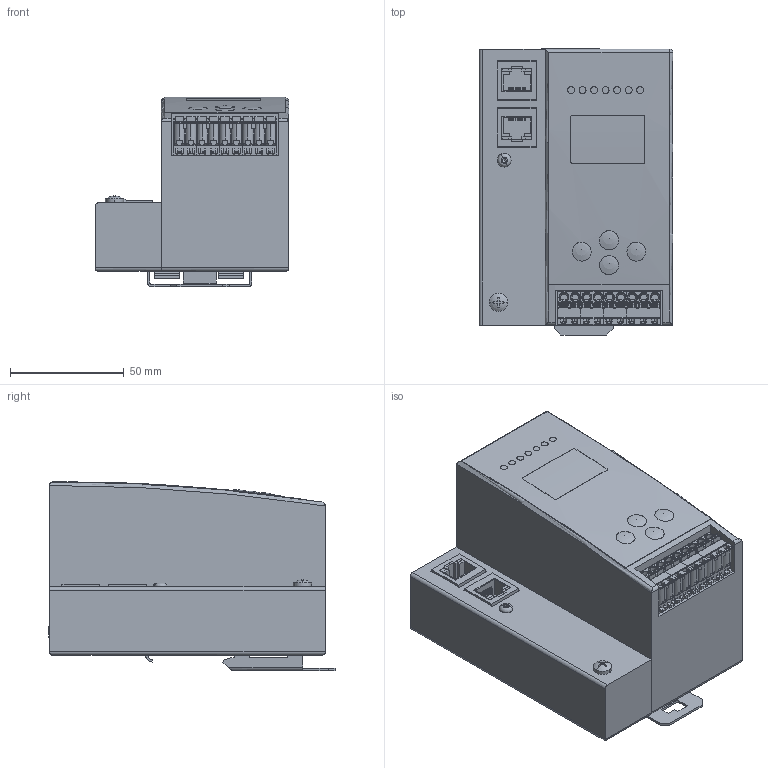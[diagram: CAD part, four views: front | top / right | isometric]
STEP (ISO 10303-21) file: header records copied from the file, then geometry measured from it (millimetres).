
FILE_DESCRIPTION(/* description */ ('Alibre Inc.'),/* implementation_level */ '2;1');
FILE_NAME(/* name */ 'export0',/* time_stamp */ '2014-03-13T09:52:12+01:00',/* author */ (''),/* organization */ (''),/* preprocessor_version */ 'ST-DEVELOPER v14',/* originating_system */ 'Alibre',/* authorisation */ '');
FILE_SCHEMA (('AUTOMOTIVE_DESIGN'));
Length unit declared in the file: centimetre
Products named in the file (20): ID_1
Bounding box: 85 x 125.49 x 82.95 mm (x, y, z)
Volume: 601017.1 mm3; surface area: 90682.3 mm2
Topology: 25 solids, 71 shells, 2522 faces, 6688 edges, 4381 vertices
Faces by surface type: plane 1627, cylinder 549, bspline 274, cone 42, torus 22, sphere 8
Full cylindrical faces by diameter (mm): 2.459 x1, 3 x7, 3.242 x1
Entity records: 50445 total; most frequent: CARTESIAN_POINT 16152, ORIENTED_EDGE 7562, DIRECTION 5476, EDGE_CURVE 3781, VECTOR 2691, LINE 2691, VERTEX_POINT 2478, AXIS2_PLACEMENT_3D 1841
